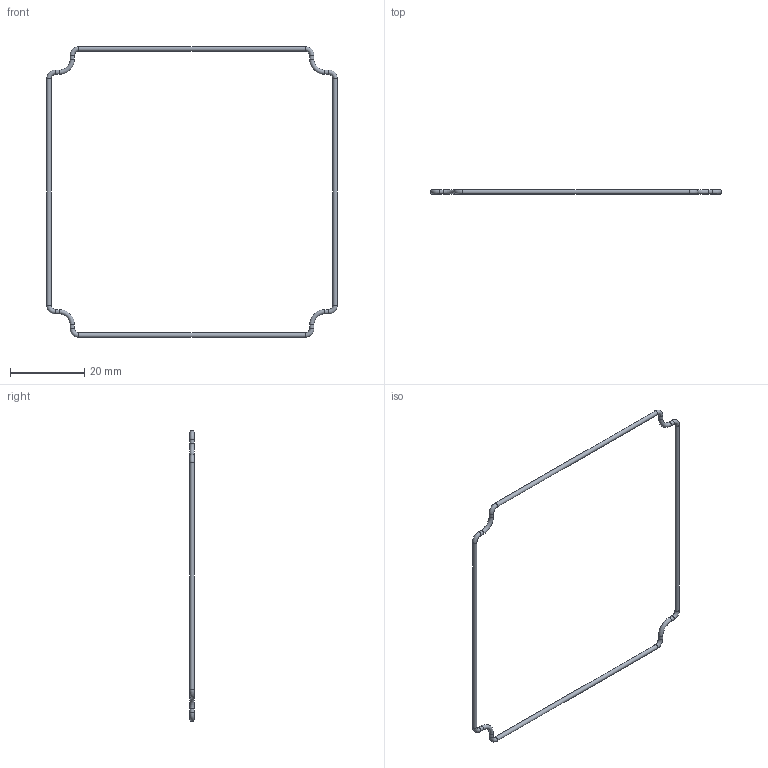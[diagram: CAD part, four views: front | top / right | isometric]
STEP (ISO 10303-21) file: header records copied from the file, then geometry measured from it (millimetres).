
FILE_DESCRIPTION(('FreeCAD Model'),'2;1');
FILE_NAME('Open CASCADE Shape Model','2022-09-30T19:11:45',('Author'),( ''),'Open CASCADE STEP processor 7.5','FreeCAD','Unknown');
FILE_SCHEMA(('AUTOMOTIVE_DESIGN { 1 0 10303 214 1 1 1 1 }'));
Length unit declared in the file: millimetre
Products named in the file (1): 1551WX gasket
Bounding box: 78.2 x 1.2 x 78.2 mm (x, y, z)
Volume: 334.7 mm3; surface area: 1115.8 mm2
Topology: 1 solids, 1 shells, 24 faces, 72 edges, 48 vertices
Faces by surface type: torus 12, cylinder 12
Full cylindrical faces by diameter (mm): 1.2 x12
Entity records: 882 total; most frequent: DIRECTION 182, CARTESIAN_POINT 145, ORIENTED_EDGE 144, AXIS2_PLACEMENT_3D 85, EDGE_CURVE 72, CIRCLE 60, VERTEX_POINT 48, ADVANCED_FACE 24
